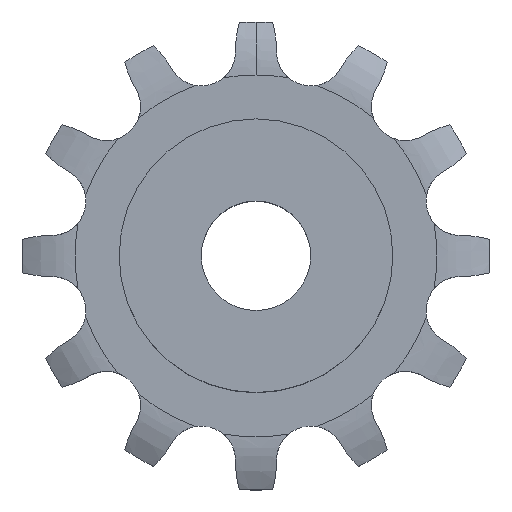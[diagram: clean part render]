
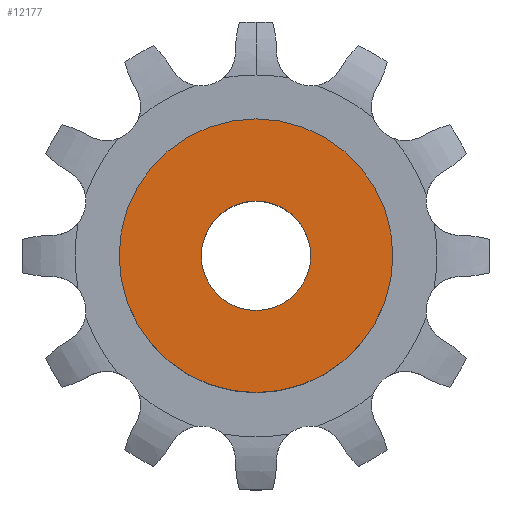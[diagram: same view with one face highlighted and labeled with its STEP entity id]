
A CAD part, top view. The second image highlights one B-rep face of the part: STEP entity #12177.
In plain terms, the highlighted planar face has unit normal (0, 0, 1).
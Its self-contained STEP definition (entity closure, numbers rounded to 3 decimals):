
#3666 = CYLINDRICAL_SURFACE('',#3667,10.);
#3667 = AXIS2_PLACEMENT_3D('',#3668,#3669,#3670);
#3668 = CARTESIAN_POINT('',(0.,0.,0.));
#3669 = DIRECTION('',(-0.,-0.,-1.));
#3670 = DIRECTION('',(1.,0.,0.));
#9884 = CYLINDRICAL_SURFACE('',#9885,4.);
#9885 = AXIS2_PLACEMENT_3D('',#9886,#9887,#9888);
#9886 = CARTESIAN_POINT('',(0.,0.,50.584));
#9887 = DIRECTION('',(0.,0.,1.));
#9888 = DIRECTION('',(1.,0.,-0.));
#11344 = VERTEX_POINT('',#11345);
#11345 = CARTESIAN_POINT('',(10.,0.,13.));
#11366 = EDGE_CURVE('',#11344,#11344,#11367,.T.);
#11367 = SURFACE_CURVE('',#11368,(#11373,#11380),.PCURVE_S1.);
#11368 = CIRCLE('',#11369,10.);
#11369 = AXIS2_PLACEMENT_3D('',#11370,#11371,#11372);
#11370 = CARTESIAN_POINT('',(0.,0.,13.));
#11371 = DIRECTION('',(0.,0.,1.));
#11372 = DIRECTION('',(1.,0.,0.));
#11373 = PCURVE('',#3666,#11374);
#11374 = DEFINITIONAL_REPRESENTATION('',(#11375),#11379);
#11375 = LINE('',#11376,#11377);
#11376 = CARTESIAN_POINT('',(-0.,-13.));
#11377 = VECTOR('',#11378,1.);
#11378 = DIRECTION('',(-1.,0.));
#11379 = ( GEOMETRIC_REPRESENTATION_CONTEXT(2) 
PARAMETRIC_REPRESENTATION_CONTEXT() REPRESENTATION_CONTEXT('2D SPACE',''
  ) );
#11380 = PCURVE('',#11381,#11386);
#11381 = PLANE('',#11382);
#11382 = AXIS2_PLACEMENT_3D('',#11383,#11384,#11385);
#11383 = CARTESIAN_POINT('',(0.,0.,13.));
#11384 = DIRECTION('',(-0.,0.,1.));
#11385 = DIRECTION('',(0.,-1.,0.));
#11386 = DEFINITIONAL_REPRESENTATION('',(#11387),#11391);
#11387 = CIRCLE('',#11388,10.);
#11388 = AXIS2_PLACEMENT_2D('',#11389,#11390);
#11389 = CARTESIAN_POINT('',(0.,0.));
#11390 = DIRECTION('',(0.,1.));
#11391 = ( GEOMETRIC_REPRESENTATION_CONTEXT(2) 
PARAMETRIC_REPRESENTATION_CONTEXT() REPRESENTATION_CONTEXT('2D SPACE',''
  ) );
#12131 = EDGE_CURVE('',#12132,#12132,#12134,.T.);
#12132 = VERTEX_POINT('',#12133);
#12133 = CARTESIAN_POINT('',(4.,0.,13.));
#12134 = SURFACE_CURVE('',#12135,(#12140,#12147),.PCURVE_S1.);
#12135 = CIRCLE('',#12136,4.);
#12136 = AXIS2_PLACEMENT_3D('',#12137,#12138,#12139);
#12137 = CARTESIAN_POINT('',(0.,0.,13.));
#12138 = DIRECTION('',(0.,0.,1.));
#12139 = DIRECTION('',(1.,0.,-0.));
#12140 = PCURVE('',#9884,#12141);
#12141 = DEFINITIONAL_REPRESENTATION('',(#12142),#12146);
#12142 = LINE('',#12143,#12144);
#12143 = CARTESIAN_POINT('',(0.,-37.584));
#12144 = VECTOR('',#12145,1.);
#12145 = DIRECTION('',(1.,0.));
#12146 = ( GEOMETRIC_REPRESENTATION_CONTEXT(2) 
PARAMETRIC_REPRESENTATION_CONTEXT() REPRESENTATION_CONTEXT('2D SPACE',''
  ) );
#12147 = PCURVE('',#11381,#12148);
#12148 = DEFINITIONAL_REPRESENTATION('',(#12149),#12153);
#12149 = CIRCLE('',#12150,4.);
#12150 = AXIS2_PLACEMENT_2D('',#12151,#12152);
#12151 = CARTESIAN_POINT('',(0.,0.));
#12152 = DIRECTION('',(0.,1.));
#12153 = ( GEOMETRIC_REPRESENTATION_CONTEXT(2) 
PARAMETRIC_REPRESENTATION_CONTEXT() REPRESENTATION_CONTEXT('2D SPACE',''
  ) );
#12177 = ADVANCED_FACE('',(#12178,#12181),#11381,.T.);
#12178 = FACE_BOUND('',#12179,.T.);
#12179 = EDGE_LOOP('',(#12180));
#12180 = ORIENTED_EDGE('',*,*,#11366,.T.);
#12181 = FACE_BOUND('',#12182,.T.);
#12182 = EDGE_LOOP('',(#12183));
#12183 = ORIENTED_EDGE('',*,*,#12131,.F.);
